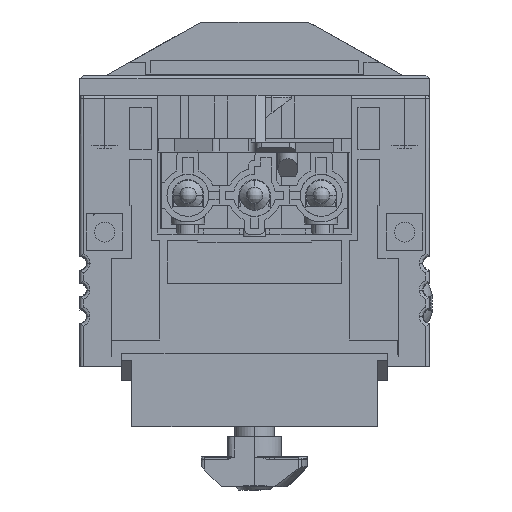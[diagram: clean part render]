
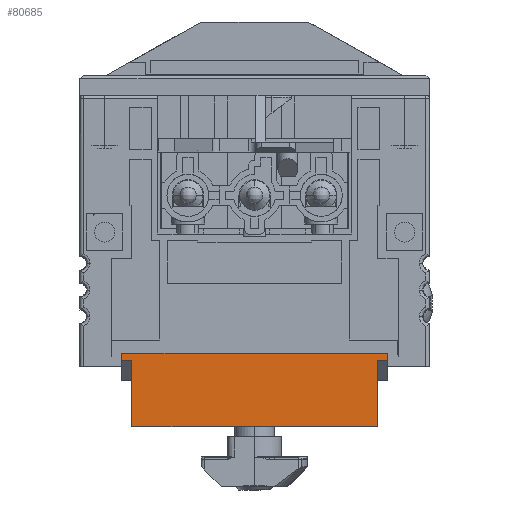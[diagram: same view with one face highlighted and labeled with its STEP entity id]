
A CAD part, front view. The second image highlights one B-rep face of the part: STEP entity #80685.
In plain terms, the highlighted planar face has unit normal (0, -1, 0).
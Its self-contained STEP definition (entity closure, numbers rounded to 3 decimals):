
#3244 = DIRECTION ( 'NONE',  ( -1., 0., 0. ) ) ;
#5533 = PLANE ( 'NONE',  #104187 ) ;
#8021 = VERTEX_POINT ( 'NONE', #103885 ) ;
#8663 = VERTEX_POINT ( 'NONE', #71549 ) ;
#11208 = DIRECTION ( 'NONE',  ( 0., 0., 1. ) ) ;
#11317 = CARTESIAN_POINT ( 'NONE',  ( -18.4, -38.5, -5.763 ) ) ;
#14426 = LINE ( 'NONE', #22479, #120227 ) ;
#18479 = VECTOR ( 'NONE', #11208, 1000. ) ;
#20583 = EDGE_CURVE ( 'NONE', #8663, #8021, #50729, .T. ) ;
#22319 = VECTOR ( 'NONE', #118224, 1000. ) ;
#22479 = CARTESIAN_POINT ( 'NONE',  ( 0., -38.5, -1. ) ) ;
#22877 = ORIENTED_EDGE ( 'NONE', *, *, #92332, .F. ) ;
#26084 = DIRECTION ( 'NONE',  ( 0., 1., 0. ) ) ;
#32368 = DIRECTION ( 'NONE',  ( -1., 0., 0. ) ) ;
#33338 = VECTOR ( 'NONE', #92246, 1000. ) ;
#35831 = VERTEX_POINT ( 'NONE', #95108 ) ;
#37253 = ORIENTED_EDGE ( 'NONE', *, *, #116537, .F. ) ;
#38960 = CARTESIAN_POINT ( 'NONE',  ( -19.9, -38.5, 0. ) ) ;
#39209 = VERTEX_POINT ( 'NONE', #116864 ) ;
#40856 = EDGE_CURVE ( 'NONE', #128658, #8021, #48912, .T. ) ;
#44893 = CARTESIAN_POINT ( 'NONE',  ( 0., -38.5, -5.5 ) ) ;
#45652 = LINE ( 'NONE', #72442, #18479 ) ;
#46660 = DIRECTION ( 'NONE',  ( 0., 0., 1. ) ) ;
#48912 = LINE ( 'NONE', #116780, #121093 ) ;
#49379 = LINE ( 'NONE', #71134, #33338 ) ;
#50729 = LINE ( 'NONE', #11317, #76381 ) ;
#59279 = ORIENTED_EDGE ( 'NONE', *, *, #127694, .F. ) ;
#61796 = EDGE_CURVE ( 'NONE', #128658, #108693, #49379, .T. ) ;
#67034 = CARTESIAN_POINT ( 'NONE',  ( 19.9, -38.5, 0. ) ) ;
#68237 = ORIENTED_EDGE ( 'NONE', *, *, #93461, .F. ) ;
#69209 = LINE ( 'NONE', #93717, #77184 ) ;
#71134 = CARTESIAN_POINT ( 'NONE',  ( 18.4, -38.5, -5.763 ) ) ;
#71549 = CARTESIAN_POINT ( 'NONE',  ( -18.4, -38.5, -1. ) ) ;
#72442 = CARTESIAN_POINT ( 'NONE',  ( -19.9, -38.5, -5.5 ) ) ;
#76381 = VECTOR ( 'NONE', #115174, 1000. ) ;
#77184 = VECTOR ( 'NONE', #32368, 1000. ) ;
#78337 = CARTESIAN_POINT ( 'NONE',  ( 18.4, -38.5, -1. ) ) ;
#80270 = LINE ( 'NONE', #38960, #101159 ) ;
#80685 = ADVANCED_FACE ( 'NONE', ( #119674 ), #5533, .F. ) ;
#85914 = VERTEX_POINT ( 'NONE', #100818 ) ;
#85994 = EDGE_CURVE ( 'NONE', #85914, #39209, #92743, .T. ) ;
#92246 = DIRECTION ( 'NONE',  ( 0., 0., 1. ) ) ;
#92332 = EDGE_CURVE ( 'NONE', #39209, #108693, #69209, .T. ) ;
#92743 = LINE ( 'NONE', #67034, #22319 ) ;
#93461 = EDGE_CURVE ( 'NONE', #35831, #85914, #80270, .T. ) ;
#93717 = CARTESIAN_POINT ( 'NONE',  ( 0., -38.5, -1. ) ) ;
#95108 = CARTESIAN_POINT ( 'NONE',  ( -19.9, -38.5, 0. ) ) ;
#95613 = CARTESIAN_POINT ( 'NONE',  ( 18.4, -38.5, -11. ) ) ;
#96039 = ORIENTED_EDGE ( 'NONE', *, *, #20583, .T. ) ;
#100818 = CARTESIAN_POINT ( 'NONE',  ( 19.9, -38.5, 0. ) ) ;
#101159 = VECTOR ( 'NONE', #120085, 1000. ) ;
#103611 = ORIENTED_EDGE ( 'NONE', *, *, #40856, .F. ) ;
#103885 = CARTESIAN_POINT ( 'NONE',  ( -18.4, -38.5, -11. ) ) ;
#104187 = AXIS2_PLACEMENT_3D ( 'NONE', #44893, #26084, #46660 ) ;
#108693 = VERTEX_POINT ( 'NONE', #78337 ) ;
#115174 = DIRECTION ( 'NONE',  ( 0., 0., -1. ) ) ;
#116537 = EDGE_CURVE ( 'NONE', #118032, #35831, #45652, .T. ) ;
#116780 = CARTESIAN_POINT ( 'NONE',  ( 0., -38.5, -11. ) ) ;
#116864 = CARTESIAN_POINT ( 'NONE',  ( 19.9, -38.5, -1. ) ) ;
#118032 = VERTEX_POINT ( 'NONE', #124795 ) ;
#118224 = DIRECTION ( 'NONE',  ( 0., 0., -1. ) ) ;
#118421 = ORIENTED_EDGE ( 'NONE', *, *, #61796, .T. ) ;
#119674 = FACE_OUTER_BOUND ( 'NONE', #127861, .T. ) ;
#120085 = DIRECTION ( 'NONE',  ( 1., 0., 0. ) ) ;
#120227 = VECTOR ( 'NONE', #3244, 1000. ) ;
#121093 = VECTOR ( 'NONE', #125812, 1000. ) ;
#124091 = ORIENTED_EDGE ( 'NONE', *, *, #85994, .F. ) ;
#124795 = CARTESIAN_POINT ( 'NONE',  ( -19.9, -38.5, -1. ) ) ;
#125812 = DIRECTION ( 'NONE',  ( -1., 0., 0. ) ) ;
#127694 = EDGE_CURVE ( 'NONE', #8663, #118032, #14426, .T. ) ;
#127861 = EDGE_LOOP ( 'NONE', ( #96039, #103611, #118421, #22877, #124091, #68237, #37253, #59279 ) ) ;
#128658 = VERTEX_POINT ( 'NONE', #95613 ) ;
